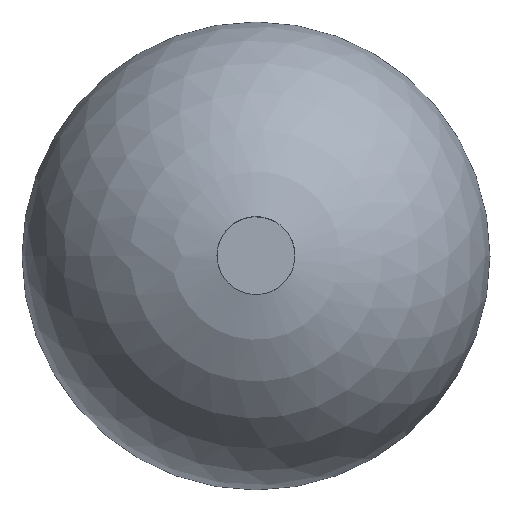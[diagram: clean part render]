
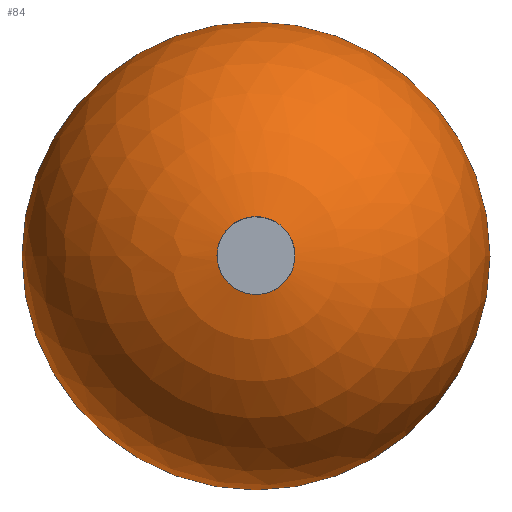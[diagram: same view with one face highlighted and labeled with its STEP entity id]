
A CAD part, top view. The second image highlights one B-rep face of the part: STEP entity #84.
In plain terms, the highlighted spherical face has radius 6 mm.
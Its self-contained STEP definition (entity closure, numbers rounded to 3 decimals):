
#15=SPHERICAL_SURFACE('',#110,6.);
#25=FACE_OUTER_BOUND('',#32,.T.);
#32=EDGE_LOOP('',(#72,#73,#74,#75,#76));
#37=CIRCLE('',#100,1.);
#38=CIRCLE('',#101,1.);
#42=CIRCLE('',#109,6.);
#43=CIRCLE('',#111,6.);
#44=VERTEX_POINT('',#144);
#45=VERTEX_POINT('',#145);
#49=VERTEX_POINT('',#160);
#50=EDGE_CURVE('',#44,#45,#37,.T.);
#51=EDGE_CURVE('',#45,#44,#38,.T.);
#57=EDGE_CURVE('',#49,#49,#42,.T.);
#58=EDGE_CURVE('',#45,#49,#43,.T.);
#72=ORIENTED_EDGE('',*,*,#50,.F.);
#73=ORIENTED_EDGE('',*,*,#51,.F.);
#74=ORIENTED_EDGE('',*,*,#58,.T.);
#75=ORIENTED_EDGE('',*,*,#57,.T.);
#76=ORIENTED_EDGE('',*,*,#58,.F.);
#84=ADVANCED_FACE('',(#25),#15,.T.);
#100=AXIS2_PLACEMENT_3D('',#146,#116,#117);
#101=AXIS2_PLACEMENT_3D('',#147,#118,#119);
#109=AXIS2_PLACEMENT_3D('',#161,#136,#137);
#110=AXIS2_PLACEMENT_3D('',#162,#138,#139);
#111=AXIS2_PLACEMENT_3D('',#163,#140,#141);
#116=DIRECTION('center_axis',(0.,0.,
1.));
#117=DIRECTION('ref_axis',(1.,0.,0.));
#118=DIRECTION('center_axis',(0.,0.,
1.));
#119=DIRECTION('ref_axis',(1.,0.,0.));
#136=DIRECTION('center_axis',(0.,0.,
1.));
#137=DIRECTION('ref_axis',(1.,0.,0.));
#138=DIRECTION('center_axis',(0.,0.,1.));
#139=DIRECTION('ref_axis',(1.,0.,0.));
#140=DIRECTION('center_axis',(0.,-1.,0.));
#141=DIRECTION('ref_axis',(-1.,0.,0.));
#144=CARTESIAN_POINT('',(-3.378,7.196,41.916));
#145=CARTESIAN_POINT('',(-3.668,7.9,41.916));
#146=CARTESIAN_POINT('Origin',(-2.668,7.9,41.916));
#147=CARTESIAN_POINT('Origin',(-2.668,7.9,41.916));
#160=CARTESIAN_POINT('',(-8.668,7.9,36.));
#161=CARTESIAN_POINT('Origin',(-2.668,7.9,36.));
#162=CARTESIAN_POINT('Origin',(-2.668,7.9,36.));
#163=CARTESIAN_POINT('Origin',(-2.668,7.9,36.));
